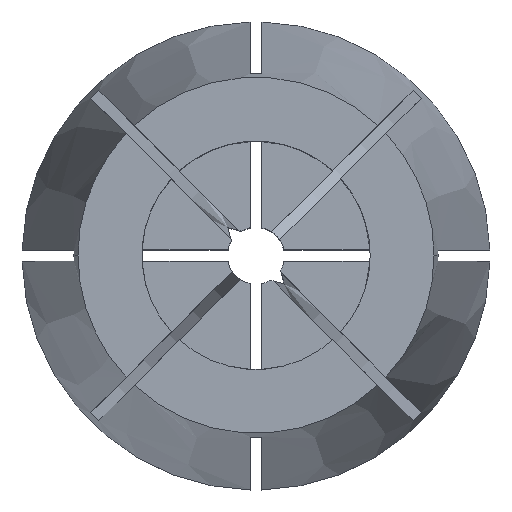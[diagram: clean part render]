
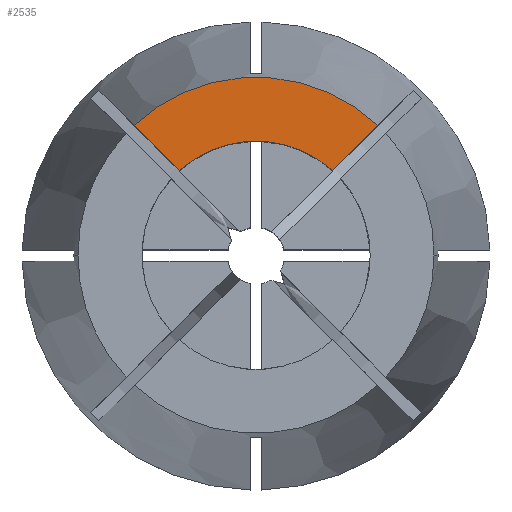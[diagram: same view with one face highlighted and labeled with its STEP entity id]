
A CAD part, top view. The second image highlights one B-rep face of the part: STEP entity #2535.
In plain terms, the highlighted planar face has unit normal (0, 0, 1).
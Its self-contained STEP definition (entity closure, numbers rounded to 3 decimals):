
#26 = LINE ( 'NONE', #451, #1088 ) ;
#36 = ORIENTED_EDGE ( 'NONE', *, *, #1027, .T. ) ;
#117 = PLANE ( 'NONE',  #963 ) ;
#122 = DIRECTION ( 'NONE',  ( 0., 0., 1. ) ) ;
#245 = CARTESIAN_POINT ( 'NONE',  ( -10.668, 11.375, 0. ) ) ;
#390 = EDGE_CURVE ( 'NONE', #1516, #1275, #1765, .T. ) ;
#391 = ORIENTED_EDGE ( 'NONE', *, *, #950, .T. ) ;
#451 = CARTESIAN_POINT ( 'NONE',  ( 0.354, 0.354, 0. ) ) ;
#645 = CIRCLE ( 'NONE', #1674, 15.595 ) ;
#655 = VERTEX_POINT ( 'NONE', #2097 ) ;
#859 = DIRECTION ( 'NONE',  ( -1., 0., 0. ) ) ;
#950 = EDGE_CURVE ( 'NONE', #1059, #1275, #26, .T. ) ;
#963 = AXIS2_PLACEMENT_3D ( 'NONE', #2116, #2328, #859 ) ;
#1027 = EDGE_CURVE ( 'NONE', #1516, #655, #1480, .T. ) ;
#1059 = VERTEX_POINT ( 'NONE', #245 ) ;
#1088 = VECTOR ( 'NONE', #1339, 1000. ) ;
#1156 = AXIS2_PLACEMENT_3D ( 'NONE', #1824, #1840, #1651 ) ;
#1275 = VERTEX_POINT ( 'NONE', #2609 ) ;
#1339 = DIRECTION ( 'NONE',  ( 0.707, -0.707, 0. ) ) ;
#1401 = EDGE_LOOP ( 'NONE', ( #2098, #36, #1930, #391 ) ) ;
#1480 = LINE ( 'NONE', #2424, #2042 ) ;
#1516 = VERTEX_POINT ( 'NONE', #2664 ) ;
#1589 = CARTESIAN_POINT ( 'NONE',  ( 0., 0., 0. ) ) ;
#1651 = DIRECTION ( 'NONE',  ( 1., 0., 0. ) ) ;
#1674 = AXIS2_PLACEMENT_3D ( 'NONE', #1589, #122, #2175 ) ;
#1765 = CIRCLE ( 'NONE', #1156, 10. ) ;
#1822 = EDGE_CURVE ( 'NONE', #655, #1059, #645, .T. ) ;
#1824 = CARTESIAN_POINT ( 'NONE',  ( 0., 0., 0. ) ) ;
#1837 = DIRECTION ( 'NONE',  ( 0.707, 0.707, 0. ) ) ;
#1840 = DIRECTION ( 'NONE',  ( 0., 0., 1. ) ) ;
#1930 = ORIENTED_EDGE ( 'NONE', *, *, #1822, .T. ) ;
#2042 = VECTOR ( 'NONE', #1837, 1000. ) ;
#2097 = CARTESIAN_POINT ( 'NONE',  ( 10.668, 11.375, 0. ) ) ;
#2098 = ORIENTED_EDGE ( 'NONE', *, *, #390, .F. ) ;
#2116 = CARTESIAN_POINT ( 'NONE',  ( 0., 0., 0. ) ) ;
#2175 = DIRECTION ( 'NONE',  ( 1., 0., 0. ) ) ;
#2328 = DIRECTION ( 'NONE',  ( 0., 0., -1. ) ) ;
#2424 = CARTESIAN_POINT ( 'NONE',  ( -0.354, 0.354, 0. ) ) ;
#2446 = FACE_OUTER_BOUND ( 'NONE', #1401, .T. ) ;
#2535 = ADVANCED_FACE ( 'NONE', ( #2446 ), #117, .F. ) ;
#2609 = CARTESIAN_POINT ( 'NONE',  ( -6.709, 7.416, 0. ) ) ;
#2664 = CARTESIAN_POINT ( 'NONE',  ( 6.709, 7.416, 0. ) ) ;
